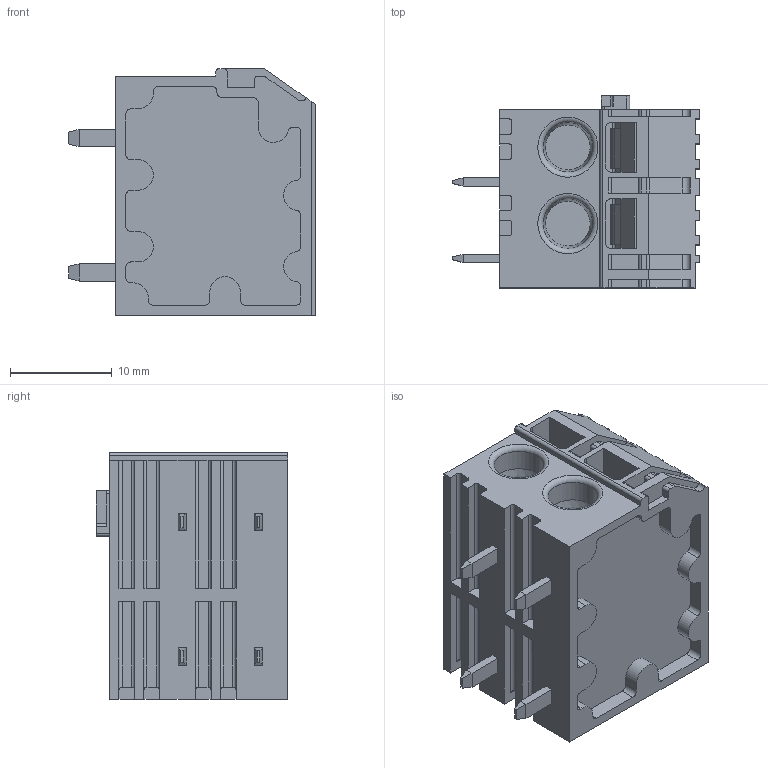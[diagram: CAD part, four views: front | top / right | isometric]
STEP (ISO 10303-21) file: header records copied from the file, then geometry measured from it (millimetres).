
FILE_DESCRIPTION(('STEP AP214'),'1');
FILE_NAME('MP602-7,5-H.stp','2024-09-03T14:10:10',(' '),(' '),'Spatial InterOp 3D',' ',' ');
FILE_SCHEMA(('AUTOMOTIVE_DESIGN { 1 0 10303 214 1 1 1 1 }'));
Length unit declared in the file: metre
Products named in the file (1): 1725390474
Bounding box: 24.2 x 18.85 x 24.25 mm (x, y, z)
Volume: 6770.3 mm3; surface area: 3545.2 mm2
Topology: 1 solids, 1 shells, 438 faces, 1230 edges, 810 vertices
Faces by surface type: plane 289, cylinder 109, extrusion 36, torus 2, cone 2
Full cylindrical faces by diameter (mm): 4.4 x2, 4.9 x2
Entity records: 17535 total; most frequent: CARTESIAN_POINT 2695, ORIENTED_EDGE 2436, DIRECTION 2202, EDGE_CURVE 1218, VECTOR 964, LINE 928, VERTEX_POINT 806, AXIS2_PLACEMENT_3D 619
